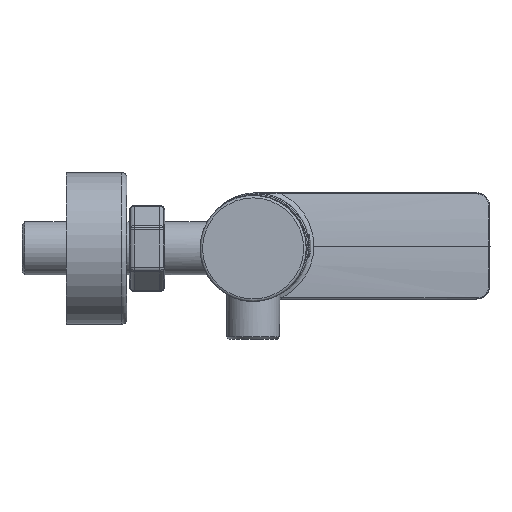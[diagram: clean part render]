
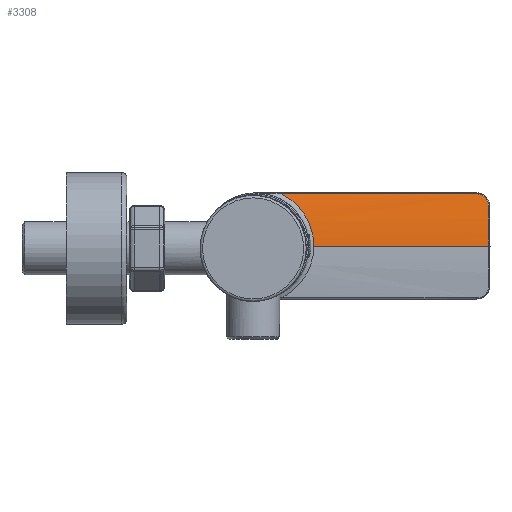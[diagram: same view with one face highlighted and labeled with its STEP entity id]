
A CAD part, left-side view. The second image highlights one B-rep face of the part: STEP entity #3308.
In plain terms, the highlighted cylindrical face has radius 149.663 mm (diameter 299.326 mm), a partial arc.
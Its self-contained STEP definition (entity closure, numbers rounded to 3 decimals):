
#1468=CARTESIAN_POINT('',(127.162,-43.808,-8.931));
#1469=VERTEX_POINT('',#1468);
#1489=CARTESIAN_POINT('',(126.251,-31.029,11.774));
#1490=VERTEX_POINT('',#1489);
#1491=CARTESIAN_POINT('',(126.251,-31.029,11.774));
#1492=CARTESIAN_POINT('',(126.469,-32.942,10.809));
#1493=CARTESIAN_POINT('',(126.635,-34.724,9.578));
#1494=CARTESIAN_POINT('',(126.76,-36.307,8.134));
#1495=CARTESIAN_POINT('',(126.823,-37.098,7.412));
#1496=CARTESIAN_POINT('',(126.876,-37.839,6.636));
#1497=CARTESIAN_POINT('',(126.92,-38.522,5.813));
#1498=CARTESIAN_POINT('',(126.964,-39.205,4.99));
#1499=CARTESIAN_POINT('',(126.999,-39.829,4.119));
#1500=CARTESIAN_POINT('',(127.028,-40.39,3.21));
#1501=CARTESIAN_POINT('',(127.086,-41.512,1.393));
#1502=CARTESIAN_POINT('',(127.119,-42.38,-0.577));
#1503=CARTESIAN_POINT('',(127.139,-42.958,-2.627));
#1504=CARTESIAN_POINT('',(127.158,-43.536,-4.676));
#1505=CARTESIAN_POINT('',(127.164,-43.821,-6.804));
#1506=CARTESIAN_POINT('',(127.162,-43.808,-8.931));
#1507=B_SPLINE_CURVE_WITH_KNOTS('',3,(#1491,#1492,#1493,#1494,#1495,#1496,#1497,#1498,#1499,#1500,#1501,#1502,#1503,#1504,#1505,#1506),.UNSPECIFIED.,.F.,.F.,(4,3,3,3,3,4),(0.,0.25,0.375,0.5,0.75,1.),.UNSPECIFIED.);
#1508=EDGE_CURVE('',#1490,#1469,#1507,.T.);
#3124=CARTESIAN_POINT('',(140.045,-113.132,-8.931));
#3125=VERTEX_POINT('',#3124);
#3126=CARTESIAN_POINT('',(140.045,-113.132,-8.931));
#3127=DIRECTION('',(-0.183,0.983,0.));
#3128=VECTOR('',#3127,70.511);
#3129=LINE('',#3126,#3128);
#3130=EDGE_CURVE('',#3125,#1469,#3129,.T.);
#3161=CARTESIAN_POINT('',(140.638,-108.445,11.774));
#3162=VERTEX_POINT('',#3161);
#3163=CARTESIAN_POINT('',(140.638,-108.445,11.774));
#3164=DIRECTION('',(-0.183,0.983,0.));
#3165=VECTOR('',#3164,78.741);
#3166=LINE('',#3163,#3165);
#3167=EDGE_CURVE('',#3162,#1490,#3166,.T.);
#3206=CARTESIAN_POINT('',(140.908,-112.971,7.259));
#3207=VERTEX_POINT('',#3206);
#3208=CARTESIAN_POINT('',(140.908,-112.971,7.259));
#3209=CARTESIAN_POINT('',(141.035,-112.948,8.439));
#3210=CARTESIAN_POINT('',(141.086,-112.439,9.607));
#3211=CARTESIAN_POINT('',(141.043,-111.609,10.445));
#3212=CARTESIAN_POINT('',(141.032,-111.401,10.655));
#3213=CARTESIAN_POINT('',(141.016,-111.174,10.844));
#3214=CARTESIAN_POINT('',(140.993,-110.929,11.008));
#3215=CARTESIAN_POINT('',(140.97,-110.684,11.172));
#3216=CARTESIAN_POINT('',(140.94,-110.424,11.312));
#3217=CARTESIAN_POINT('',(140.906,-110.153,11.425));
#3218=CARTESIAN_POINT('',(140.837,-109.61,11.653));
#3219=CARTESIAN_POINT('',(140.746,-109.026,11.774));
#3220=CARTESIAN_POINT('',(140.638,-108.445,11.774));
#3221=B_SPLINE_CURVE_WITH_KNOTS('',3,(#3208,#3209,#3210,#3211,#3212,#3213,#3214,#3215,#3216,#3217,#3218,#3219,#3220),.UNSPECIFIED.,.F.,.F.,(4,3,3,3,4),(0.,0.5,0.625,0.75,1.),.UNSPECIFIED.);
#3222=EDGE_CURVE('',#3207,#3162,#3221,.T.);
#3242=CARTESIAN_POINT('',(287.189,-85.787,-8.931));
#3243=DIRECTION('',(0.183,-0.983,-0.));
#3244=DIRECTION('',(-0.983,-0.183,0.));
#3245=AXIS2_PLACEMENT_3D('',#3242,#3243,#3244);
#3246=CIRCLE('',#3245,149.663);
#3247=EDGE_CURVE('',#3207,#3125,#3246,.T.);
#3296=CARTESIAN_POINT('',(287.189,-85.787,-8.931));
#3297=DIRECTION('',(0.183,-0.983,-0.));
#3298=DIRECTION('',(-0.983,-0.183,0.));
#3299=AXIS2_PLACEMENT_3D('',#3296,#3297,#3298);
#3300=CYLINDRICAL_SURFACE('',#3299,149.663);
#3301=ORIENTED_EDGE('',*,*,#3130,.F.);
#3302=ORIENTED_EDGE('',*,*,#3247,.F.);
#3303=ORIENTED_EDGE('',*,*,#3222,.T.);
#3304=ORIENTED_EDGE('',*,*,#3167,.T.);
#3305=ORIENTED_EDGE('',*,*,#1508,.T.);
#3306=EDGE_LOOP('',(#3301,#3302,#3303,#3304,#3305));
#3307=FACE_BOUND('',#3306,.T.);
#3308=ADVANCED_FACE('',(#3307),#3300,.T.);
